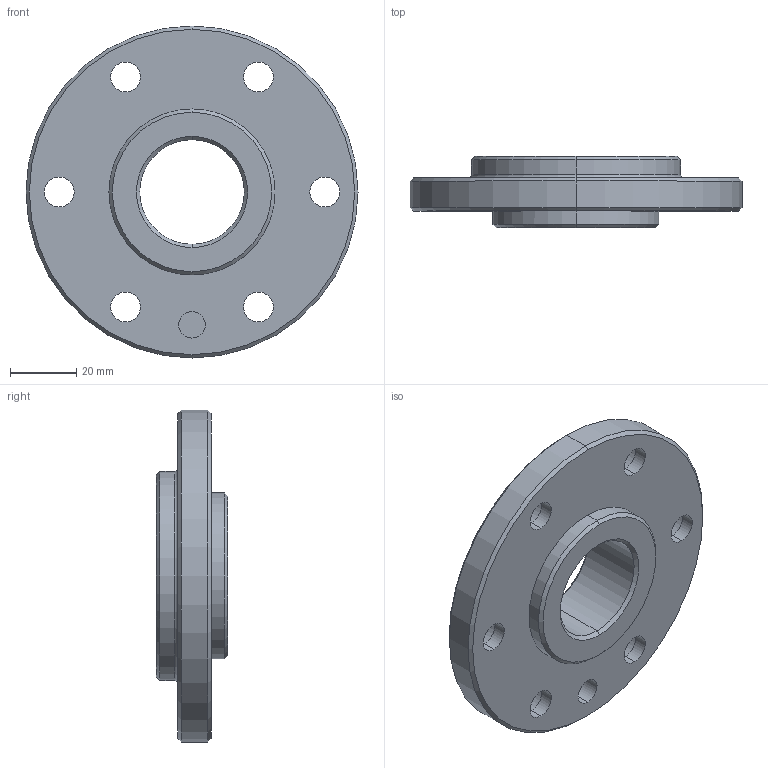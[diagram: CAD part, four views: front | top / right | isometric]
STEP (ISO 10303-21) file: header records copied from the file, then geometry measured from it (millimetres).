
FILE_DESCRIPTION (( 'STEP AP214' ), '1' );
FILE_NAME ('114303.step', '2024-02-28T13:43:50', ( '' ), ( '' ), 'SwSTEP 2.0', 'SolidWorks 2023', '' );
FILE_SCHEMA (( 'AUTOMOTIVE_DESIGN' ));
Length unit declared in the file: millimetre
Products named in the file (1): 114303
Bounding box: 100 x 21.5 x 100 mm (x, y, z)
Volume: 82635.5 mm3; surface area: 23249.5 mm2
Topology: 1 solids, 1 shells, 110 faces, 248 edges, 145 vertices
Faces by surface type: cone 44, cylinder 44, plane 20, torus 2
Entity records: 3139 total; most frequent: DIRECTION 586, CARTESIAN_POINT 494, ORIENTED_EDGE 476, EDGE_CURVE 238, AXIS2_PLACEMENT_3D 237, VERTEX_POINT 145, EDGE_LOOP 139, CIRCLE 126
